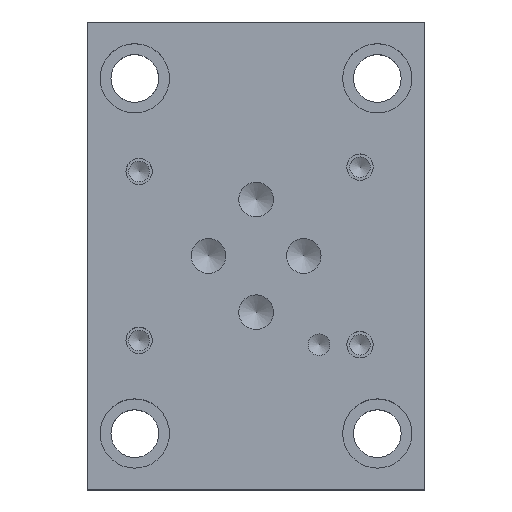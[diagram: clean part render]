
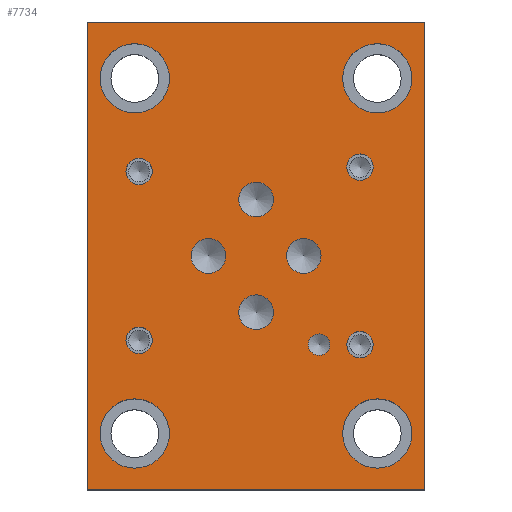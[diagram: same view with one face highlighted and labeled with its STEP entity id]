
A CAD part, top view. The second image highlights one B-rep face of the part: STEP entity #7734.
In plain terms, the highlighted planar face has unit normal (0, 0, 1).
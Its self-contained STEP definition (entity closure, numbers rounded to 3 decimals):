
#64=CIRCLE('',#8056,6.35);
#67=CIRCLE('',#8062,6.35);
#70=CIRCLE('',#8068,6.35);
#73=CIRCLE('',#8074,6.35);
#75=CIRCLE('',#8079,3.175);
#77=CIRCLE('',#8083,3.175);
#79=CIRCLE('',#8087,3.175);
#81=CIRCLE('',#8091,3.175);
#83=CIRCLE('',#8095,1.981);
#87=CIRCLE('',#8102,2.413);
#91=CIRCLE('',#8110,2.413);
#95=CIRCLE('',#8118,2.413);
#99=CIRCLE('',#8126,2.413);
#461=FACE_BOUND('',#1330,.T.);
#462=FACE_BOUND('',#1331,.T.);
#463=FACE_BOUND('',#1332,.T.);
#464=FACE_BOUND('',#1333,.T.);
#465=FACE_BOUND('',#1334,.T.);
#466=FACE_BOUND('',#1335,.T.);
#467=FACE_BOUND('',#1336,.T.);
#468=FACE_BOUND('',#1337,.T.);
#469=FACE_BOUND('',#1338,.T.);
#470=FACE_BOUND('',#1339,.T.);
#471=FACE_BOUND('',#1340,.T.);
#472=FACE_BOUND('',#1341,.T.);
#473=FACE_BOUND('',#1342,.T.);
#875=FACE_OUTER_BOUND('',#1329,.T.);
#1329=EDGE_LOOP('',(#6733,#6734,#6735,#6736));
#1330=EDGE_LOOP('',(#6737));
#1331=EDGE_LOOP('',(#6738));
#1332=EDGE_LOOP('',(#6739));
#1333=EDGE_LOOP('',(#6740));
#1334=EDGE_LOOP('',(#6741));
#1335=EDGE_LOOP('',(#6742));
#1336=EDGE_LOOP('',(#6743));
#1337=EDGE_LOOP('',(#6744));
#1338=EDGE_LOOP('',(#6745));
#1339=EDGE_LOOP('',(#6746));
#1340=EDGE_LOOP('',(#6747));
#1341=EDGE_LOOP('',(#6748));
#1342=EDGE_LOOP('',(#6749));
#1693=LINE('',#11778,#2482);
#2127=LINE('',#13067,#2916);
#2129=LINE('',#13071,#2918);
#2131=LINE('',#13074,#2920);
#2482=VECTOR('',#8687,10.);
#2916=VECTOR('',#9673,10.);
#2918=VECTOR('',#9677,10.);
#2920=VECTOR('',#9681,10.);
#3263=VERTEX_POINT('',#11775);
#3264=VERTEX_POINT('',#11777);
#3574=VERTEX_POINT('',#12918);
#3577=VERTEX_POINT('',#12929);
#3580=VERTEX_POINT('',#12940);
#3583=VERTEX_POINT('',#12951);
#3586=VERTEX_POINT('',#12962);
#3589=VERTEX_POINT('',#12971);
#3592=VERTEX_POINT('',#12980);
#3595=VERTEX_POINT('',#12989);
#3598=VERTEX_POINT('',#12998);
#3603=VERTEX_POINT('',#13012);
#3608=VERTEX_POINT('',#13028);
#3613=VERTEX_POINT('',#13044);
#3618=VERTEX_POINT('',#13060);
#3619=VERTEX_POINT('',#13066);
#3620=VERTEX_POINT('',#13070);
#4133=EDGE_CURVE('',#3264,#3263,#1693,.T.);
#4593=EDGE_CURVE('',#3574,#3574,#64,.T.);
#4598=EDGE_CURVE('',#3577,#3577,#67,.T.);
#4603=EDGE_CURVE('',#3580,#3580,#70,.T.);
#4608=EDGE_CURVE('',#3583,#3583,#73,.T.);
#4613=EDGE_CURVE('',#3586,#3586,#75,.T.);
#4617=EDGE_CURVE('',#3589,#3589,#77,.T.);
#4621=EDGE_CURVE('',#3592,#3592,#79,.T.);
#4625=EDGE_CURVE('',#3595,#3595,#81,.T.);
#4629=EDGE_CURVE('',#3598,#3598,#83,.T.);
#4635=EDGE_CURVE('',#3603,#3603,#87,.T.);
#4642=EDGE_CURVE('',#3608,#3608,#91,.T.);
#4649=EDGE_CURVE('',#3613,#3613,#95,.T.);
#4656=EDGE_CURVE('',#3618,#3618,#99,.T.);
#4659=EDGE_CURVE('',#3619,#3264,#2127,.T.);
#4661=EDGE_CURVE('',#3620,#3619,#2129,.T.);
#4663=EDGE_CURVE('',#3263,#3620,#2131,.T.);
#6733=ORIENTED_EDGE('',*,*,#4133,.T.);
#6734=ORIENTED_EDGE('',*,*,#4663,.T.);
#6735=ORIENTED_EDGE('',*,*,#4661,.T.);
#6736=ORIENTED_EDGE('',*,*,#4659,.T.);
#6737=ORIENTED_EDGE('',*,*,#4593,.T.);
#6738=ORIENTED_EDGE('',*,*,#4598,.T.);
#6739=ORIENTED_EDGE('',*,*,#4603,.T.);
#6740=ORIENTED_EDGE('',*,*,#4608,.T.);
#6741=ORIENTED_EDGE('',*,*,#4613,.T.);
#6742=ORIENTED_EDGE('',*,*,#4617,.T.);
#6743=ORIENTED_EDGE('',*,*,#4621,.T.);
#6744=ORIENTED_EDGE('',*,*,#4625,.T.);
#6745=ORIENTED_EDGE('',*,*,#4629,.T.);
#6746=ORIENTED_EDGE('',*,*,#4635,.T.);
#6747=ORIENTED_EDGE('',*,*,#4642,.T.);
#6748=ORIENTED_EDGE('',*,*,#4649,.T.);
#6749=ORIENTED_EDGE('',*,*,#4656,.T.);
#7010=PLANE('',#8132);
#7734=ADVANCED_FACE('',(#875,#461,#462,#463,#464,#465,#466,#467,#468,#469,
#470,#471,#472,#473),#7010,.T.);
#8056=AXIS2_PLACEMENT_3D('',#12919,#9497,#9498);
#8062=AXIS2_PLACEMENT_3D('',#12930,#9511,#9512);
#8068=AXIS2_PLACEMENT_3D('',#12941,#9525,#9526);
#8074=AXIS2_PLACEMENT_3D('',#12952,#9539,#9540);
#8079=AXIS2_PLACEMENT_3D('',#12963,#9552,#9553);
#8083=AXIS2_PLACEMENT_3D('',#12972,#9562,#9563);
#8087=AXIS2_PLACEMENT_3D('',#12981,#9572,#9573);
#8091=AXIS2_PLACEMENT_3D('',#12990,#9582,#9583);
#8095=AXIS2_PLACEMENT_3D('',#12999,#9592,#9593);
#8102=AXIS2_PLACEMENT_3D('',#13013,#9608,#9609);
#8110=AXIS2_PLACEMENT_3D('',#13029,#9627,#9628);
#8118=AXIS2_PLACEMENT_3D('',#13045,#9646,#9647);
#8126=AXIS2_PLACEMENT_3D('',#13061,#9665,#9666);
#8132=AXIS2_PLACEMENT_3D('',#13076,#9684,#9685);
#8687=DIRECTION('',(1.,0.,0.));
#9497=DIRECTION('center_axis',(0.,0.,-1.));
#9498=DIRECTION('ref_axis',(1.,0.,0.));
#9511=DIRECTION('center_axis',(0.,0.,-1.));
#9512=DIRECTION('ref_axis',(1.,0.,0.));
#9525=DIRECTION('center_axis',(0.,0.,-1.));
#9526=DIRECTION('ref_axis',(1.,0.,0.));
#9539=DIRECTION('center_axis',(0.,0.,-1.));
#9540=DIRECTION('ref_axis',(1.,0.,0.));
#9552=DIRECTION('center_axis',(0.,0.,-1.));
#9553=DIRECTION('ref_axis',(1.,0.,0.));
#9562=DIRECTION('center_axis',(0.,0.,-1.));
#9563=DIRECTION('ref_axis',(1.,0.,0.));
#9572=DIRECTION('center_axis',(0.,0.,-1.));
#9573=DIRECTION('ref_axis',(1.,0.,0.));
#9582=DIRECTION('center_axis',(0.,0.,-1.));
#9583=DIRECTION('ref_axis',(1.,0.,0.));
#9592=DIRECTION('center_axis',(0.,0.,-1.));
#9593=DIRECTION('ref_axis',(1.,0.,0.));
#9608=DIRECTION('center_axis',(0.,0.,-1.));
#9609=DIRECTION('ref_axis',(1.,0.,0.));
#9627=DIRECTION('center_axis',(0.,0.,-1.));
#9628=DIRECTION('ref_axis',(1.,0.,0.));
#9646=DIRECTION('center_axis',(0.,0.,-1.));
#9647=DIRECTION('ref_axis',(1.,0.,0.));
#9665=DIRECTION('center_axis',(0.,0.,-1.));
#9666=DIRECTION('ref_axis',(1.,0.,0.));
#9673=DIRECTION('',(0.,-1.,0.));
#9677=DIRECTION('',(-1.,0.,0.));
#9681=DIRECTION('',(0.,1.,0.));
#9684=DIRECTION('center_axis',(0.,0.,1.));
#9685=DIRECTION('ref_axis',(1.,0.,0.));
#11775=CARTESIAN_POINT('',(61.9,0.,25.4));
#11777=CARTESIAN_POINT('',(0.,0.,25.4));
#11778=CARTESIAN_POINT('',(0.,0.,25.4));
#12918=CARTESIAN_POINT('',(2.388,75.4,25.4));
#12919=CARTESIAN_POINT('Origin',(8.738,75.4,25.4));
#12929=CARTESIAN_POINT('',(2.388,10.312,25.4));
#12930=CARTESIAN_POINT('Origin',(8.738,10.312,25.4));
#12940=CARTESIAN_POINT('',(46.838,10.312,25.4));
#12941=CARTESIAN_POINT('Origin',(53.188,10.312,25.4));
#12951=CARTESIAN_POINT('',(46.838,75.4,25.4));
#12952=CARTESIAN_POINT('Origin',(53.188,75.4,25.4));
#12962=CARTESIAN_POINT('',(19.05,42.85,25.4));
#12963=CARTESIAN_POINT('Origin',(22.225,42.85,25.4));
#12971=CARTESIAN_POINT('',(27.788,32.537,25.4));
#12972=CARTESIAN_POINT('Origin',(30.963,32.537,25.4));
#12980=CARTESIAN_POINT('',(27.788,53.188,25.4));
#12981=CARTESIAN_POINT('Origin',(30.963,53.188,25.4));
#12989=CARTESIAN_POINT('',(36.525,42.85,25.4));
#12990=CARTESIAN_POINT('Origin',(39.7,42.85,25.4));
#12998=CARTESIAN_POINT('',(40.538,26.594,25.4));
#12999=CARTESIAN_POINT('Origin',(42.52,26.594,25.4));
#13012=CARTESIAN_POINT('',(47.6,59.131,25.4));
#13013=CARTESIAN_POINT('Origin',(50.013,59.131,25.4));
#13028=CARTESIAN_POINT('',(7.112,27.381,25.4));
#13029=CARTESIAN_POINT('Origin',(9.525,27.381,25.4));
#13044=CARTESIAN_POINT('',(7.112,58.344,25.4));
#13045=CARTESIAN_POINT('Origin',(9.525,58.344,25.4));
#13060=CARTESIAN_POINT('',(47.6,26.594,25.4));
#13061=CARTESIAN_POINT('Origin',(50.013,26.594,25.4));
#13066=CARTESIAN_POINT('',(0.,85.725,25.4));
#13067=CARTESIAN_POINT('',(0.,85.725,25.4));
#13070=CARTESIAN_POINT('',(61.9,85.725,25.4));
#13071=CARTESIAN_POINT('',(61.9,85.725,25.4));
#13074=CARTESIAN_POINT('',(61.9,0.,25.4));
#13076=CARTESIAN_POINT('Origin',(30.95,42.863,25.4));
